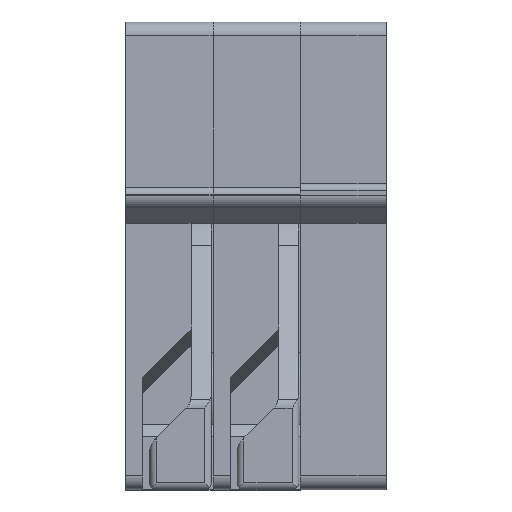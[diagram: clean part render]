
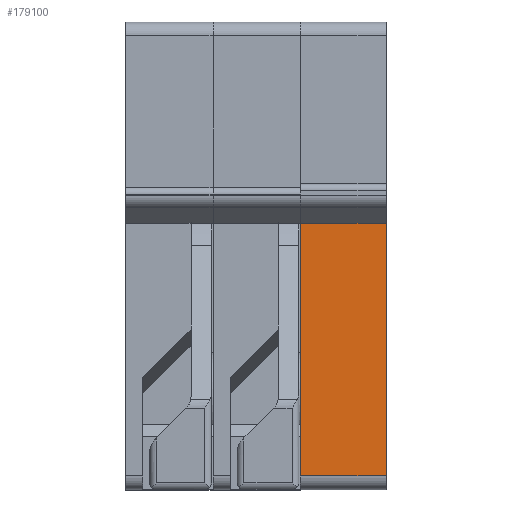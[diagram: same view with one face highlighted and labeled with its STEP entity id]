
A CAD part, top view. The second image highlights one B-rep face of the part: STEP entity #179100.
In plain terms, the highlighted face is planar.
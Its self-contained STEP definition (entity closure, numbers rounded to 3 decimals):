
#21760=CARTESIAN_POINT('',(60.492,58.703,0.));
#21770=VERTEX_POINT('',#21760);
#21800=CARTESIAN_POINT('',(0.,58.703,0.));
#21810=DIRECTION('',(1.,0.,0.));
#21820=VECTOR('',#21810,1.);
#21830=LINE('',#21800,#21820);
#21840=CARTESIAN_POINT('',(53.142,58.703,0.));
#21850=VERTEX_POINT('',#21840);
#21860=EDGE_CURVE('',#21850,#21770,#21830,.T.);
#53700=CARTESIAN_POINT('',(53.142,58.703,2.5));
#53710=VERTEX_POINT('',#53700);
#53740=CARTESIAN_POINT('',(0.,58.703,2.5));
#53750=DIRECTION('',(1.,0.,0.));
#53760=VECTOR('',#53750,1.);
#53770=LINE('',#53740,#53760);
#53780=CARTESIAN_POINT('',(60.492,58.703,2.5));
#53790=VERTEX_POINT('',#53780);
#53800=EDGE_CURVE('',#53710,#53790,#53770,.T.);
#178770=CARTESIAN_POINT('',(60.492,58.703,0.));
#178780=DIRECTION('',(0.,0.,1.));
#178790=VECTOR('',#178780,1.);
#178800=LINE('',#178770,#178790);
#178810=EDGE_CURVE('',#21770,#53790,#178800,.T.);
#178940=CARTESIAN_POINT('',(52.742,58.703,0.));
#178950=DIRECTION('',(-0.,1.,0.));
#178960=DIRECTION('',(1.,0.,0.));
#178970=AXIS2_PLACEMENT_3D('',#178940,#178950,#178960);
#178980=PLANE('',#178970);
#178990=ORIENTED_EDGE('',*,*,#21860,.F.);
#179000=ORIENTED_EDGE('',*,*,#178810,.F.);
#179010=ORIENTED_EDGE('',*,*,#53800,.T.);
#179020=CARTESIAN_POINT('',(53.142,58.703,0.));
#179030=DIRECTION('',(0.,0.,1.));
#179040=VECTOR('',#179030,1.);
#179050=LINE('',#179020,#179040);
#179060=EDGE_CURVE('',#21850,#53710,#179050,.T.);
#179070=ORIENTED_EDGE('',*,*,#179060,.T.);
#179080=EDGE_LOOP('',(#179070,#179010,#179000,#178990));
#179090=FACE_OUTER_BOUND('',#179080,.T.);
#179100=ADVANCED_FACE('',(#179090),#178980,.T.);
